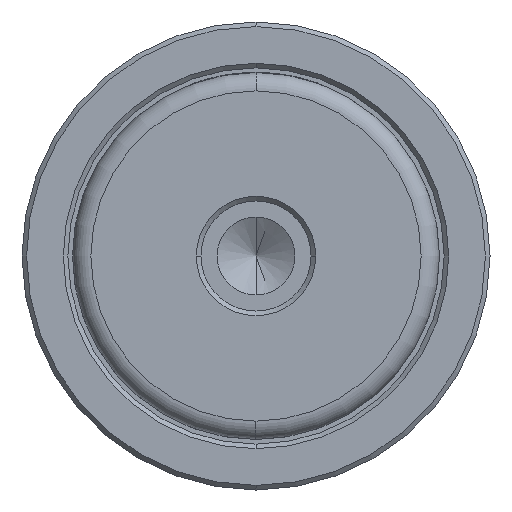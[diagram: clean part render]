
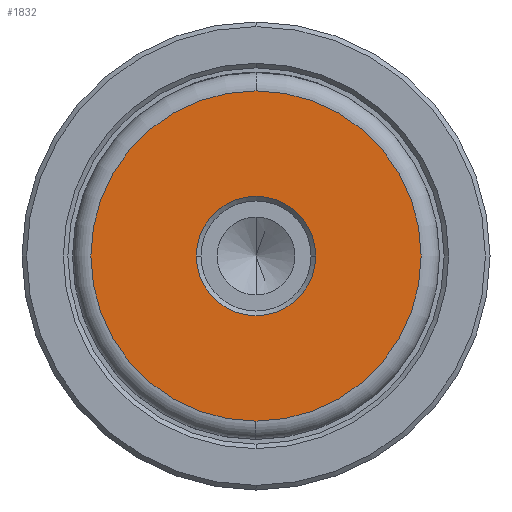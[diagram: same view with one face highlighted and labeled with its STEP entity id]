
A CAD part, left-side view. The second image highlights one B-rep face of the part: STEP entity #1832.
In plain terms, the highlighted planar face has unit normal (-1, 0, 0).
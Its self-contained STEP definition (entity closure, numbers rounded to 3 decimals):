
#4 = ORIENTED_EDGE ( 'NONE', *, *, #1006, .T. ) ;
#10 = CARTESIAN_POINT ( 'NONE',  ( 0., 0., 0. ) ) ;
#186 = DIRECTION ( 'NONE',  ( 0., 0., 1. ) ) ;
#201 = AXIS2_PLACEMENT_3D ( 'NONE', #823, #2219, #1022 ) ;
#215 = DIRECTION ( 'NONE',  ( 0., 0., 1. ) ) ;
#305 = CARTESIAN_POINT ( 'NONE',  ( 0., 0., -17.997 ) ) ;
#320 = VERTEX_POINT ( 'NONE', #519 ) ;
#428 = DIRECTION ( 'NONE',  ( -1., 0., 0. ) ) ;
#519 = CARTESIAN_POINT ( 'NONE',  ( 0., -6.5, 0. ) ) ;
#682 = CARTESIAN_POINT ( 'NONE',  ( 0., 0., 0. ) ) ;
#737 = CIRCLE ( 'NONE', #2498, 17.997 ) ;
#763 = FACE_OUTER_BOUND ( 'NONE', #1129, .T. ) ;
#779 = ORIENTED_EDGE ( 'NONE', *, *, #2118, .T. ) ;
#812 = PLANE ( 'NONE',  #938 ) ;
#823 = CARTESIAN_POINT ( 'NONE',  ( 0., 0., 0. ) ) ;
#872 = DIRECTION ( 'NONE',  ( 0., 0., 1. ) ) ;
#938 = AXIS2_PLACEMENT_3D ( 'NONE', #2006, #428, #1820 ) ;
#959 = VERTEX_POINT ( 'NONE', #1357 ) ;
#976 = ORIENTED_EDGE ( 'NONE', *, *, #1528, .T. ) ;
#997 = CIRCLE ( 'NONE', #2333, 6.5 ) ;
#1006 = EDGE_CURVE ( 'NONE', #2177, #2077, #2478, .T. ) ;
#1022 = DIRECTION ( 'NONE',  ( 0., 0., 1. ) ) ;
#1129 = EDGE_LOOP ( 'NONE', ( #976, #4 ) ) ;
#1188 = EDGE_LOOP ( 'NONE', ( #779, #2454 ) ) ;
#1349 = DIRECTION ( 'NONE',  ( -1., 0., 0. ) ) ;
#1357 = CARTESIAN_POINT ( 'NONE',  ( 0., 6.5, 0. ) ) ;
#1377 = DIRECTION ( 'NONE',  ( 1., 0., 0. ) ) ;
#1528 = EDGE_CURVE ( 'NONE', #2077, #2177, #737, .T. ) ;
#1699 = AXIS2_PLACEMENT_3D ( 'NONE', #682, #2076, #872 ) ;
#1757 = EDGE_CURVE ( 'NONE', #959, #320, #997, .T. ) ;
#1820 = DIRECTION ( 'NONE',  ( 0., 0., 1. ) ) ;
#1832 = ADVANCED_FACE ( 'NONE', ( #2287, #763 ), #812, .T. ) ;
#1986 = CIRCLE ( 'NONE', #1699, 6.5 ) ;
#2006 = CARTESIAN_POINT ( 'NONE',  ( 0., 0., 0. ) ) ;
#2076 = DIRECTION ( 'NONE',  ( 1., 0., 0. ) ) ;
#2077 = VERTEX_POINT ( 'NONE', #2437 ) ;
#2118 = EDGE_CURVE ( 'NONE', #320, #959, #1986, .T. ) ;
#2177 = VERTEX_POINT ( 'NONE', #305 ) ;
#2219 = DIRECTION ( 'NONE',  ( -1., 0., 0. ) ) ;
#2287 = FACE_BOUND ( 'NONE', #1188, .T. ) ;
#2333 = AXIS2_PLACEMENT_3D ( 'NONE', #10, #1377, #215 ) ;
#2437 = CARTESIAN_POINT ( 'NONE',  ( 0., 0., 17.997 ) ) ;
#2454 = ORIENTED_EDGE ( 'NONE', *, *, #1757, .T. ) ;
#2478 = CIRCLE ( 'NONE', #201, 17.997 ) ;
#2498 = AXIS2_PLACEMENT_3D ( 'NONE', #2540, #1349, #186 ) ;
#2540 = CARTESIAN_POINT ( 'NONE',  ( 0., 0., 0. ) ) ;
